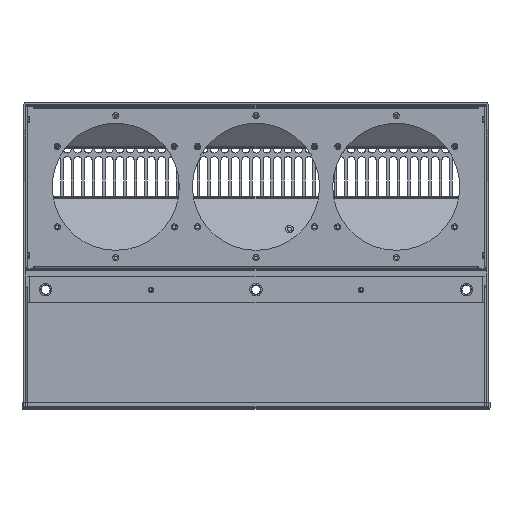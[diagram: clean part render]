
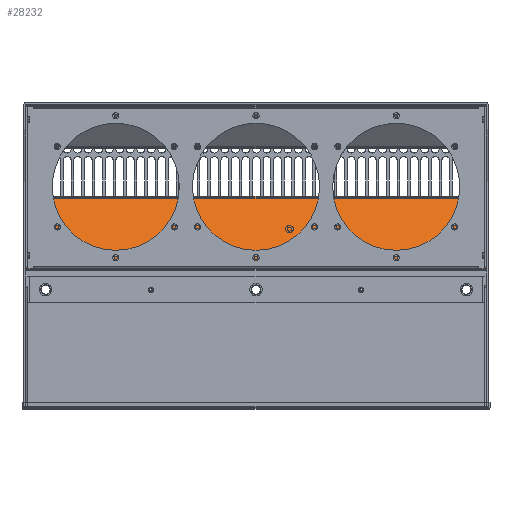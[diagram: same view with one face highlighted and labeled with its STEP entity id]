
A CAD part, front view. The second image highlights one B-rep face of the part: STEP entity #28232.
In plain terms, the highlighted planar face has unit normal (0, -0.879, 0.477).
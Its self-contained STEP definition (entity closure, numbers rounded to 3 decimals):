
#2734=DIRECTION('',(0.,-0.477,-0.879));
#2735=VECTOR('',#2734,93.223);
#2736=CARTESIAN_POINT('',(-263.,-345.568,-108.047));
#2737=LINE('',#2736,#2735);
#5874=DIRECTION('',(0.,-0.477,-0.879));
#5875=VECTOR('',#5874,93.223);
#5876=CARTESIAN_POINT('',(263.,-345.568,-108.047));
#5877=LINE('',#5876,#5875);
#8721=DIRECTION('',(1.,0.,0.));
#8722=VECTOR('',#8721,526.);
#8723=CARTESIAN_POINT('',(-263.,-390.,-190.));
#8724=LINE('',#8723,#8722);
#8729=DIRECTION('',(-1.,0.,0.));
#8730=VECTOR('',#8729,526.);
#8731=CARTESIAN_POINT('',(263.,-345.568,-108.047));
#8732=LINE('',#8731,#8730);
#18045=CARTESIAN_POINT('',(-263.,-390.,-190.));
#18047=VERTEX_POINT('',#18045);
#18049=CARTESIAN_POINT('',(-263.,-345.568,-108.047));
#18050=VERTEX_POINT('',#18049);
#18113=CARTESIAN_POINT('',(263.,-390.,-190.));
#18115=VERTEX_POINT('',#18113);
#18119=CARTESIAN_POINT('',(263.,-345.568,-108.047));
#18120=VERTEX_POINT('',#18119);
#28220=CARTESIAN_POINT('',(0.,-367.784,-149.023));
#28221=DIRECTION('',(0.,0.879,-0.477));
#28222=DIRECTION('',(0.,-0.477,-0.879));
#28223=AXIS2_PLACEMENT_3D('',#28220,#28221,#28222);
#28224=PLANE('',#28223);
#28225=ORIENTED_EDGE('',*,*,#20176,.F.);
#28227=ORIENTED_EDGE('',*,*,#28226,.F.);
#28228=ORIENTED_EDGE('',*,*,#22543,.T.);
#28229=ORIENTED_EDGE('',*,*,#28172,.F.);
#28230=EDGE_LOOP('',(#28225,#28227,#28228,#28229));
#28231=FACE_OUTER_BOUND('',#28230,.F.);
#20176=EDGE_CURVE('',#18050,#18047,#2737,.T.);
#22543=EDGE_CURVE('',#18120,#18115,#5877,.T.);
#28172=EDGE_CURVE('',#18047,#18115,#8724,.T.);
#28226=EDGE_CURVE('',#18120,#18050,#8732,.T.);
#28232=ADVANCED_FACE('',(#28231),#28224,.F.);
